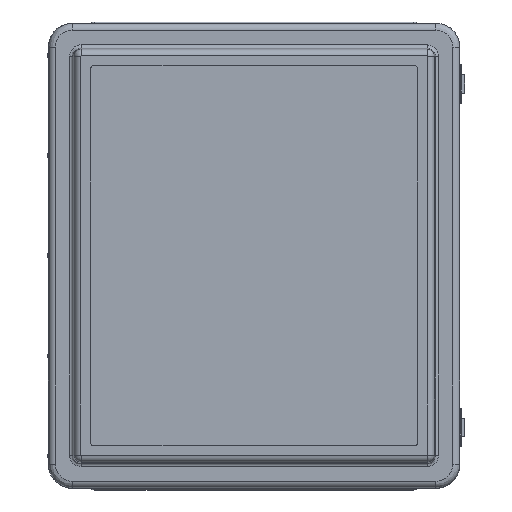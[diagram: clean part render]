
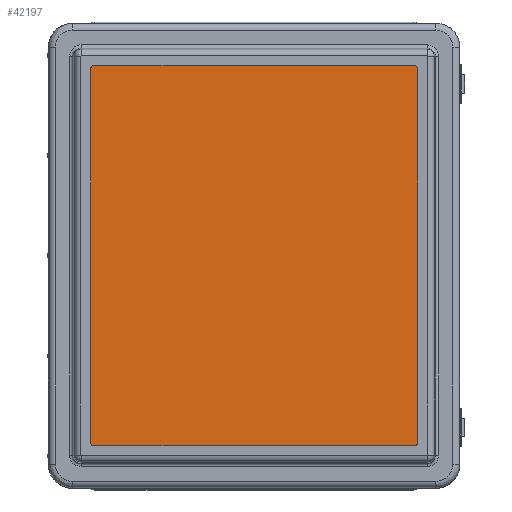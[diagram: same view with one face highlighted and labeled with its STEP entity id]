
A CAD part, top view. The second image highlights one B-rep face of the part: STEP entity #42197.
In plain terms, the highlighted planar face has unit normal (0, 0, 1).
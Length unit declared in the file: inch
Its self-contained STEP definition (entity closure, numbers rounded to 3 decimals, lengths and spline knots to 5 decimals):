
#1434 = VERTEX_POINT ( 'NONE', #54150 ) ;
#2780 = DIRECTION ( 'NONE',  ( 1., 0., 0. ) ) ;
#4389 = CARTESIAN_POINT ( 'NONE',  ( 5.99511, -7., 1.69742 ) ) ;
#6274 = AXIS2_PLACEMENT_3D ( 'NONE', #61738, #25640, #14703 ) ;
#10181 = CIRCLE ( 'NONE', #67183, 0.125 ) ;
#10328 = DIRECTION ( 'NONE',  ( 0., 0., -1. ) ) ;
#12883 = EDGE_CURVE ( 'NONE', #18952, #35164, #30560, .T. ) ;
#12981 = ORIENTED_EDGE ( 'NONE', *, *, #56375, .F. ) ;
#13266 = ORIENTED_EDGE ( 'NONE', *, *, #37098, .F. ) ;
#14703 = DIRECTION ( 'NONE',  ( -1., 0., 0. ) ) ;
#17247 = DIRECTION ( 'NONE',  ( -1., 0., 0. ) ) ;
#17466 = AXIS2_PLACEMENT_3D ( 'NONE', #60678, #49378, #66930 ) ;
#18310 = CIRCLE ( 'NONE', #51858, 0.125 ) ;
#18952 = VERTEX_POINT ( 'NONE', #63999 ) ;
#19255 = LINE ( 'NONE', #55569, #37645 ) ;
#20486 = DIRECTION ( 'NONE',  ( -1., 0., 0. ) ) ;
#22392 = DIRECTION ( 'NONE',  ( 1., 0., 0. ) ) ;
#23100 = EDGE_LOOP ( 'NONE', ( #12981, #62176, #23347, #60091, #13266, #25713, #23382, #36237 ) ) ;
#23347 = ORIENTED_EDGE ( 'NONE', *, *, #60351, .F. ) ;
#23382 = ORIENTED_EDGE ( 'NONE', *, *, #37709, .F. ) ;
#23662 = FACE_OUTER_BOUND ( 'NONE', #23100, .T. ) ;
#25383 = CARTESIAN_POINT ( 'NONE',  ( 6.12011, -7., 1.69742 ) ) ;
#25640 = DIRECTION ( 'NONE',  ( 0., 0., -1. ) ) ;
#25713 = ORIENTED_EDGE ( 'NONE', *, *, #12883, .F. ) ;
#26249 = LINE ( 'NONE', #55021, #59451 ) ;
#27087 = DIRECTION ( 'NONE',  ( 0., -1., 0. ) ) ;
#29330 = CARTESIAN_POINT ( 'NONE',  ( 6.12011, 7., 1.69742 ) ) ;
#30560 = CIRCLE ( 'NONE', #17466, 0.125 ) ;
#35164 = VERTEX_POINT ( 'NONE', #68919 ) ;
#36237 = ORIENTED_EDGE ( 'NONE', *, *, #54459, .F. ) ;
#37098 = EDGE_CURVE ( 'NONE', #35164, #57842, #73072, .T. ) ;
#37645 = VECTOR ( 'NONE', #20486, 39.37008 ) ;
#37709 = EDGE_CURVE ( 'NONE', #46420, #18952, #19255, .T. ) ;
#40995 = DIRECTION ( 'NONE',  ( 0., 0., -1. ) ) ;
#42197 = ADVANCED_FACE ( 'NONE', ( #23662 ), #75837, .T. ) ;
#46420 = VERTEX_POINT ( 'NONE', #47160 ) ;
#47160 = CARTESIAN_POINT ( 'NONE',  ( 5.99511, -7.125, 1.69742 ) ) ;
#48203 = CARTESIAN_POINT ( 'NONE',  ( -6.12989, 7., 1.69742 ) ) ;
#48265 = CARTESIAN_POINT ( 'NONE',  ( 6.12011, -7., 1.69742 ) ) ;
#49378 = DIRECTION ( 'NONE',  ( 0., 0., -1. ) ) ;
#51228 = VERTEX_POINT ( 'NONE', #25383 ) ;
#51658 = EDGE_CURVE ( 'NONE', #1434, #76814, #10181, .T. ) ;
#51731 = DIRECTION ( 'NONE',  ( -1., 0., 0. ) ) ;
#51858 = AXIS2_PLACEMENT_3D ( 'NONE', #4389, #10328, #51731 ) ;
#52870 = CARTESIAN_POINT ( 'NONE',  ( 5.99511, 7., 1.69742 ) ) ;
#53571 = VECTOR ( 'NONE', #60301, 39.37008 ) ;
#54150 = CARTESIAN_POINT ( 'NONE',  ( 5.99511, 7.125, 1.69742 ) ) ;
#54459 = EDGE_CURVE ( 'NONE', #51228, #46420, #18310, .T. ) ;
#55021 = CARTESIAN_POINT ( 'NONE',  ( 5.99511, 7.125, 1.69742 ) ) ;
#55569 = CARTESIAN_POINT ( 'NONE',  ( -6.00489, -7.125, 1.69742 ) ) ;
#56375 = EDGE_CURVE ( 'NONE', #76814, #51228, #64702, .T. ) ;
#57842 = VERTEX_POINT ( 'NONE', #74349 ) ;
#59451 = VECTOR ( 'NONE', #2780, 39.37008 ) ;
#60091 = ORIENTED_EDGE ( 'NONE', *, *, #60433, .F. ) ;
#60301 = DIRECTION ( 'NONE',  ( 0., 1., 0. ) ) ;
#60351 = EDGE_CURVE ( 'NONE', #63608, #1434, #26249, .T. ) ;
#60433 = EDGE_CURVE ( 'NONE', #57842, #63608, #75220, .T. ) ;
#60678 = CARTESIAN_POINT ( 'NONE',  ( -6.00489, -7., 1.69742 ) ) ;
#61738 = CARTESIAN_POINT ( 'NONE',  ( -6.00489, 7., 1.69742 ) ) ;
#62176 = ORIENTED_EDGE ( 'NONE', *, *, #51658, .F. ) ;
#63608 = VERTEX_POINT ( 'NONE', #75898 ) ;
#63999 = CARTESIAN_POINT ( 'NONE',  ( -6.00489, -7.125, 1.69742 ) ) ;
#64151 = CARTESIAN_POINT ( 'NONE',  ( -0.00489, 0., 1.69742 ) ) ;
#64702 = LINE ( 'NONE', #48265, #70264 ) ;
#66930 = DIRECTION ( 'NONE',  ( -1., 0., 0. ) ) ;
#67183 = AXIS2_PLACEMENT_3D ( 'NONE', #52870, #40995, #17247 ) ;
#67422 = AXIS2_PLACEMENT_3D ( 'NONE', #64151, #69852, #22392 ) ;
#68919 = CARTESIAN_POINT ( 'NONE',  ( -6.12989, -7., 1.69742 ) ) ;
#69852 = DIRECTION ( 'NONE',  ( 0., 0., 1. ) ) ;
#70264 = VECTOR ( 'NONE', #27087, 39.37008 ) ;
#73072 = LINE ( 'NONE', #48203, #53571 ) ;
#74349 = CARTESIAN_POINT ( 'NONE',  ( -6.12989, 7., 1.69742 ) ) ;
#75220 = CIRCLE ( 'NONE', #6274, 0.125 ) ;
#75837 = PLANE ( 'NONE',  #67422 ) ;
#75898 = CARTESIAN_POINT ( 'NONE',  ( -6.00489, 7.125, 1.69742 ) ) ;
#76814 = VERTEX_POINT ( 'NONE', #29330 ) ;
